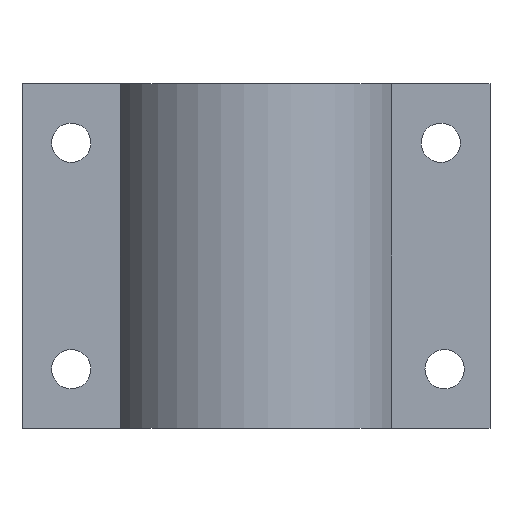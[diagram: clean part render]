
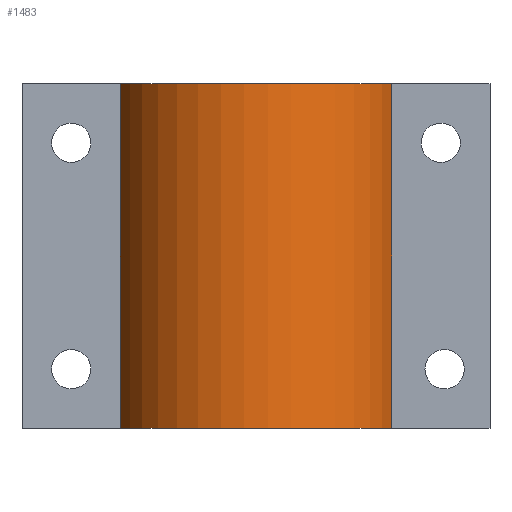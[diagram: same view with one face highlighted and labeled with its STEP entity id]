
A CAD part, front view. The second image highlights one B-rep face of the part: STEP entity #1483.
In plain terms, the highlighted cylindrical face has radius 14.5 mm (diameter 29 mm), a partial arc.
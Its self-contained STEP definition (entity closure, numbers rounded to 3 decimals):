
#41 = VERTEX_POINT ( 'NONE', #792 ) ;
#192 = CIRCLE ( 'NONE', #858, 14.5 ) ;
#241 = AXIS2_PLACEMENT_3D ( 'NONE', #1044, #1535, #1545 ) ;
#287 = CARTESIAN_POINT ( 'NONE',  ( 13.784, -4.5, 35. ) ) ;
#361 = EDGE_LOOP ( 'NONE', ( #394, #573, #1575, #516 ) ) ;
#394 = ORIENTED_EDGE ( 'NONE', *, *, #1112, .T. ) ;
#404 = FACE_OUTER_BOUND ( 'NONE', #361, .T. ) ;
#426 = CARTESIAN_POINT ( 'NONE',  ( -13.784, -4.5, 35. ) ) ;
#450 = CARTESIAN_POINT ( 'NONE',  ( -13.784, -4.5, 0. ) ) ;
#516 = ORIENTED_EDGE ( 'NONE', *, *, #1128, .T. ) ;
#573 = ORIENTED_EDGE ( 'NONE', *, *, #1204, .F. ) ;
#676 = DIRECTION ( 'NONE',  ( 0., 0., -1. ) ) ;
#715 = DIRECTION ( 'NONE',  ( 1., 0., 0. ) ) ;
#723 = DIRECTION ( 'NONE',  ( 0., 0., -1. ) ) ;
#775 = EDGE_CURVE ( 'NONE', #827, #1364, #1632, .T. ) ;
#777 = VECTOR ( 'NONE', #676, 1000. ) ;
#792 = CARTESIAN_POINT ( 'NONE',  ( 13.784, -4.5, 0. ) ) ;
#827 = VERTEX_POINT ( 'NONE', #1583 ) ;
#837 = CYLINDRICAL_SURFACE ( 'NONE', #1445, 14.5 ) ;
#858 = AXIS2_PLACEMENT_3D ( 'NONE', #1613, #1015, #715 ) ;
#884 = CARTESIAN_POINT ( 'NONE',  ( 0., 0., 35. ) ) ;
#1015 = DIRECTION ( 'NONE',  ( 0., 0., 1. ) ) ;
#1044 = CARTESIAN_POINT ( 'NONE',  ( 0., 0., 35. ) ) ;
#1112 = EDGE_CURVE ( 'NONE', #1637, #41, #192, .T. ) ;
#1128 = EDGE_CURVE ( 'NONE', #827, #1637, #1363, .T. ) ;
#1204 = EDGE_CURVE ( 'NONE', #1364, #41, #1350, .T. ) ;
#1350 = LINE ( 'NONE', #287, #1554 ) ;
#1363 = LINE ( 'NONE', #426, #777 ) ;
#1364 = VERTEX_POINT ( 'NONE', #1644 ) ;
#1425 = DIRECTION ( 'NONE',  ( -1., 0., 0. ) ) ;
#1445 = AXIS2_PLACEMENT_3D ( 'NONE', #884, #723, #1425 ) ;
#1483 = ADVANCED_FACE ( 'NONE', ( #404 ), #837, .T. ) ;
#1535 = DIRECTION ( 'NONE',  ( 0., 0., 1. ) ) ;
#1545 = DIRECTION ( 'NONE',  ( 1., 0., 0. ) ) ;
#1554 = VECTOR ( 'NONE', #1627, 1000. ) ;
#1575 = ORIENTED_EDGE ( 'NONE', *, *, #775, .F. ) ;
#1583 = CARTESIAN_POINT ( 'NONE',  ( -13.784, -4.5, 35. ) ) ;
#1613 = CARTESIAN_POINT ( 'NONE',  ( 0., 0., 0. ) ) ;
#1627 = DIRECTION ( 'NONE',  ( 0., 0., -1. ) ) ;
#1632 = CIRCLE ( 'NONE', #241, 14.5 ) ;
#1637 = VERTEX_POINT ( 'NONE', #450 ) ;
#1644 = CARTESIAN_POINT ( 'NONE',  ( 13.784, -4.5, 35. ) ) ;
